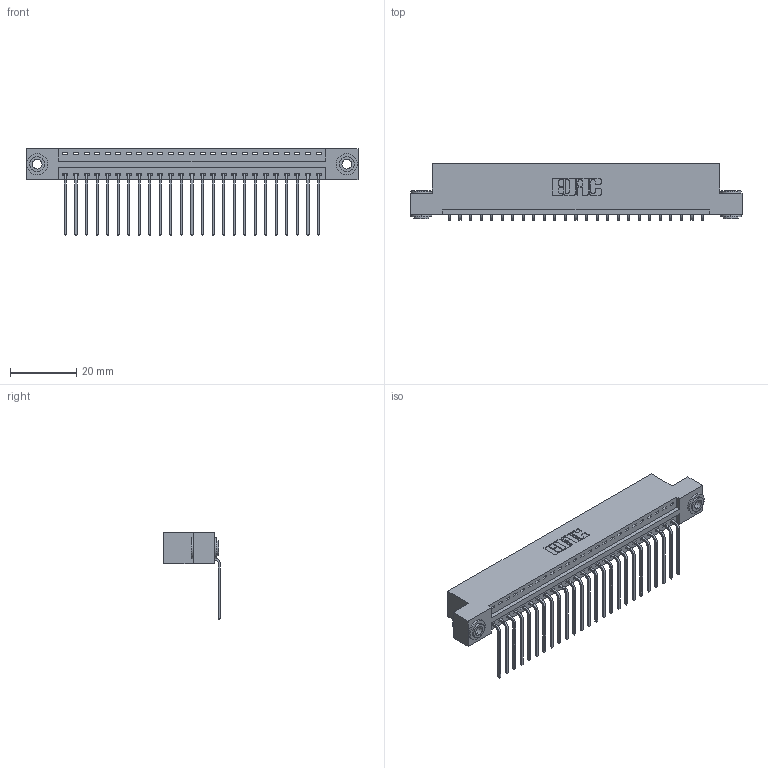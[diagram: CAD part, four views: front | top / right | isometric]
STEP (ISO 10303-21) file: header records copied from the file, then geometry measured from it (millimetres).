
FILE_DESCRIPTION (( 'STEP AP203' ), '1' );
FILE_NAME ('346-025-559-103.STEP', '2022-05-06T01:34:29', ( '' ), ( '' ), 'SwSTEP 2.0', 'SolidWorks 2020', '' );
FILE_SCHEMA (( 'CONFIG_CONTROL_DESIGN' ));
Length unit declared in the file: inch
Products named in the file (4): 346-025-559-103; 345-250-002_345-250-002-102; 346 Part_Flush Mounting Lugs - 0.156 Dia-TH; 345-292-001_558 559 Tail - 1
Assembly tree (28 placements, depth 2):
  346-025-559-103
    346 Part_Flush Mounting Lugs - 0.156 Dia-TH
    345-292-001_558 559 Tail - 1  x25
    345-250-002_345-250-002-102  x2
Bounding box: 99.95 x 17.08 x 26.16 mm (x, y, z)
Volume: 9534.8 mm3; surface area: 12482.2 mm2
Topology: 28 solids, 28 shells, 1674 faces, 4991 edges, 3290 vertices
Faces by surface type: plane 1150, cylinder 516, cone 8
Entity records: 18954 total; most frequent: CARTESIAN_POINT 3236, ORIENTED_EDGE 3186, DIRECTION 2905, EDGE_CURVE 1593, VECTOR 1337, LINE 1337, VERTEX_POINT 1058, AXIS2_PLACEMENT_3D 784
